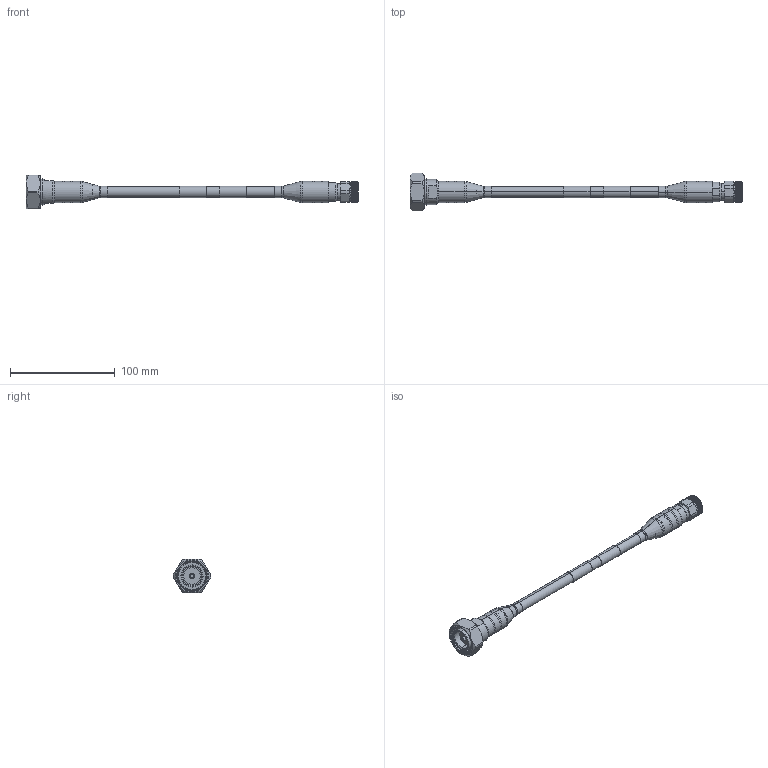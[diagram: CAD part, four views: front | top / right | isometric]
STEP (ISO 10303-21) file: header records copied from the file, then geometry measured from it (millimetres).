
FILE_DESCRIPTION (( 'STEP AP214' ), '1' );
FILE_NAME ('FMCA100112_3D.step', '2024-08-16T20:02:58', ( '' ), ( '' ), 'SwSTEP 2.0', 'SolidWorks 2022', '' );
FILE_SCHEMA (( 'AUTOMOTIVE_DESIGN' ));
Length unit declared in the file: inch
Products named in the file (5): FMCA100112_3D; TCP-400-NMC-LP; TCOM-400^FMCA100112_LABEL+PE PIM; Heat Shrink^FMCA100112; TCP-400-716MC-LP
Assembly tree (5 placements, depth 2):
  FMCA100112_3D
    TCOM-400^FMCA100112_LABEL+PE PIM
    TCP-400-716MC-LP
    TCP-400-NMC-LP
    Heat Shrink^FMCA100112  x2
Bounding box: 316.5 x 36 x 32 mm (x, y, z)
Volume: 55710.8 mm3; surface area: 34966.3 mm2
Topology: 5 solids, 6 shells, 1139 faces, 2960 edges, 1860 vertices
Faces by surface type: bspline 506, cylinder 434, cone 96, plane 65, torus 38
Entity records: 60768 total; most frequent: CARTESIAN_POINT 40577, ORIENTED_EDGE 5828, EDGE_CURVE 2914, DIRECTION 2445, VERTEX_POINT 1836, EDGE_LOOP 1150, FACE_OUTER_BOUND 1117, ADVANCED_FACE 1117
